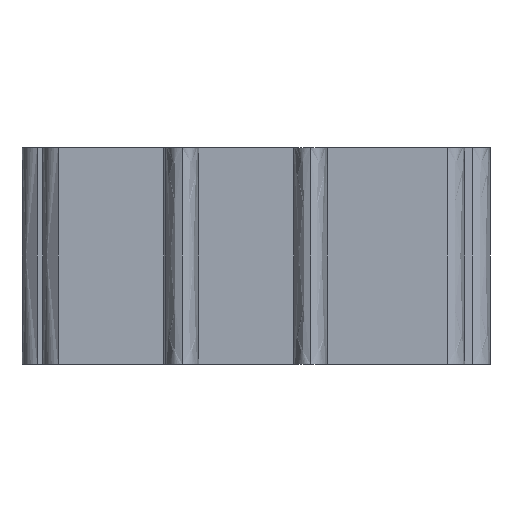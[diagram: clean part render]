
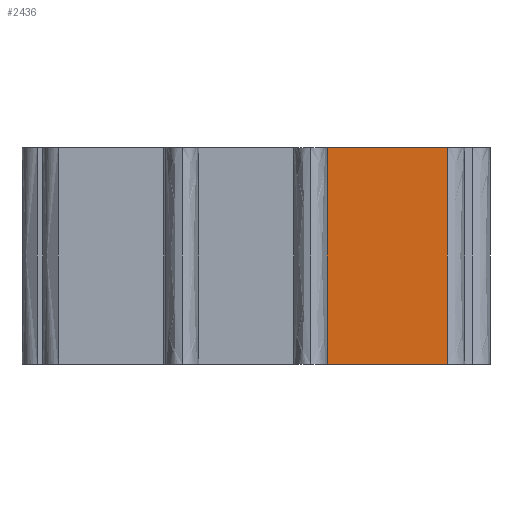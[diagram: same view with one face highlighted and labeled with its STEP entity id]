
A CAD part, left-side view. The second image highlights one B-rep face of the part: STEP entity #2436.
In plain terms, the highlighted face is a extrusion surface.
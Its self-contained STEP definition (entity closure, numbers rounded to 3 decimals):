
#57 = SURFACE_OF_LINEAR_EXTRUSION('',#58,#61);
#58 = B_SPLINE_CURVE_WITH_KNOTS('',1,(#59,#60),.UNSPECIFIED.,.F.,.F.,(2,
    2),(0.,25.068),.PIECEWISE_BEZIER_KNOTS.);
#59 = CARTESIAN_POINT('',(-121.562,10.573,0.));
#60 = CARTESIAN_POINT('',(-130.281,10.573,0.));
#61 = VECTOR('',#62,1.);
#62 = DIRECTION('',(-0.,-0.,-1.));
#86 = PLANE('',#87);
#87 = AXIS2_PLACEMENT_3D('',#88,#89,#90);
#88 = CARTESIAN_POINT('',(-130.281,10.573,20.));
#89 = DIRECTION('',(0.,0.,1.));
#90 = DIRECTION('',(1.,0.,0.));
#142 = PLANE('',#143);
#143 = AXIS2_PLACEMENT_3D('',#144,#145,#146);
#144 = CARTESIAN_POINT('',(-130.281,10.573,0.));
#145 = DIRECTION('',(0.,0.,1.));
#146 = DIRECTION('',(1.,0.,0.));
#157 = EDGE_CURVE('',#158,#160,#162,.T.);
#158 = VERTEX_POINT('',#159);
#159 = CARTESIAN_POINT('',(-121.562,10.573,0.));
#160 = VERTEX_POINT('',#161);
#161 = CARTESIAN_POINT('',(-121.562,10.573,20.));
#162 = SURFACE_CURVE('',#163,(#167,#174),.PCURVE_S1.);
#163 = LINE('',#164,#165);
#164 = CARTESIAN_POINT('',(-121.562,10.573,0.));
#165 = VECTOR('',#166,1.);
#166 = DIRECTION('',(0.,0.,1.));
#167 = PCURVE('',#57,#168);
#168 = DEFINITIONAL_REPRESENTATION('',(#169),#173);
#169 = LINE('',#170,#171);
#170 = CARTESIAN_POINT('',(0.,0.));
#171 = VECTOR('',#172,1.);
#172 = DIRECTION('',(0.,-1.));
#173 = ( GEOMETRIC_REPRESENTATION_CONTEXT(2) 
PARAMETRIC_REPRESENTATION_CONTEXT() REPRESENTATION_CONTEXT('2D SPACE',''
  ) );
#174 = PCURVE('',#175,#181);
#175 = SURFACE_OF_LINEAR_EXTRUSION('',#176,#179);
#176 = B_SPLINE_CURVE_WITH_KNOTS('',1,(#177,#178),.UNSPECIFIED.,.F.,.F.,
  (2,2),(0.,48.443),.PIECEWISE_BEZIER_KNOTS.);
#177 = CARTESIAN_POINT('',(-121.562,-0.521,0.));
#178 = CARTESIAN_POINT('',(-121.562,10.573,0.));
#179 = VECTOR('',#180,1.);
#180 = DIRECTION('',(-0.,-0.,-1.));
#181 = DEFINITIONAL_REPRESENTATION('',(#182),#186);
#182 = LINE('',#183,#184);
#183 = CARTESIAN_POINT('',(48.443,0.));
#184 = VECTOR('',#185,1.);
#185 = DIRECTION('',(0.,-1.));
#186 = ( GEOMETRIC_REPRESENTATION_CONTEXT(2) 
PARAMETRIC_REPRESENTATION_CONTEXT() REPRESENTATION_CONTEXT('2D SPACE',''
  ) );
#309 = EDGE_CURVE('',#310,#158,#312,.T.);
#310 = VERTEX_POINT('',#311);
#311 = CARTESIAN_POINT('',(-121.562,-0.521,0.));
#312 = SURFACE_CURVE('',#313,(#316,#322),.PCURVE_S1.);
#313 = B_SPLINE_CURVE_WITH_KNOTS('',1,(#314,#315),.UNSPECIFIED.,.F.,.F.,
  (2,2),(0.,48.443),.PIECEWISE_BEZIER_KNOTS.);
#314 = CARTESIAN_POINT('',(-121.562,-0.521,0.));
#315 = CARTESIAN_POINT('',(-121.562,10.573,0.));
#316 = PCURVE('',#142,#317);
#317 = DEFINITIONAL_REPRESENTATION('',(#318),#321);
#318 = B_SPLINE_CURVE_WITH_KNOTS('',1,(#319,#320),.UNSPECIFIED.,.F.,.F.,
  (2,2),(0.,48.443),.PIECEWISE_BEZIER_KNOTS.);
#319 = CARTESIAN_POINT('',(8.719,-11.093));
#320 = CARTESIAN_POINT('',(8.719,0.));
#321 = ( GEOMETRIC_REPRESENTATION_CONTEXT(2) 
PARAMETRIC_REPRESENTATION_CONTEXT() REPRESENTATION_CONTEXT('2D SPACE',''
  ) );
#322 = PCURVE('',#175,#323);
#323 = DEFINITIONAL_REPRESENTATION('',(#324),#328);
#324 = LINE('',#325,#326);
#325 = CARTESIAN_POINT('',(0.,0.));
#326 = VECTOR('',#327,1.);
#327 = DIRECTION('',(1.,0.));
#328 = ( GEOMETRIC_REPRESENTATION_CONTEXT(2) 
PARAMETRIC_REPRESENTATION_CONTEXT() REPRESENTATION_CONTEXT('2D SPACE',''
  ) );
#346 = SURFACE_OF_LINEAR_EXTRUSION('',#347,#351);
#347 = B_SPLINE_CURVE_WITH_KNOTS('',2,(#348,#349,#350),.UNSPECIFIED.,.F.
  ,.F.,(3,3),(0.,1.),.PIECEWISE_BEZIER_KNOTS.);
#348 = CARTESIAN_POINT('',(-119.205,-2.15,0.));
#349 = CARTESIAN_POINT('',(-121.209,-2.15,0.));
#350 = CARTESIAN_POINT('',(-121.562,-0.521,0.));
#351 = VECTOR('',#352,1.);
#352 = DIRECTION('',(-0.,-0.,-1.));
#1509 = EDGE_CURVE('',#1510,#160,#1512,.T.);
#1510 = VERTEX_POINT('',#1511);
#1511 = CARTESIAN_POINT('',(-121.562,-0.521,20.));
#1512 = SURFACE_CURVE('',#1513,(#1516,#1522),.PCURVE_S1.);
#1513 = B_SPLINE_CURVE_WITH_KNOTS('',1,(#1514,#1515),.UNSPECIFIED.,.F.,
  .F.,(2,2),(0.,48.443),.PIECEWISE_BEZIER_KNOTS.);
#1514 = CARTESIAN_POINT('',(-121.562,-0.521,20.));
#1515 = CARTESIAN_POINT('',(-121.562,10.573,20.));
#1516 = PCURVE('',#86,#1517);
#1517 = DEFINITIONAL_REPRESENTATION('',(#1518),#1521);
#1518 = B_SPLINE_CURVE_WITH_KNOTS('',1,(#1519,#1520),.UNSPECIFIED.,.F.,
  .F.,(2,2),(0.,48.443),.PIECEWISE_BEZIER_KNOTS.);
#1519 = CARTESIAN_POINT('',(8.719,-11.093));
#1520 = CARTESIAN_POINT('',(8.719,0.));
#1521 = ( GEOMETRIC_REPRESENTATION_CONTEXT(2) 
PARAMETRIC_REPRESENTATION_CONTEXT() REPRESENTATION_CONTEXT('2D SPACE',''
  ) );
#1522 = PCURVE('',#175,#1523);
#1523 = DEFINITIONAL_REPRESENTATION('',(#1524),#1528);
#1524 = LINE('',#1525,#1526);
#1525 = CARTESIAN_POINT('',(0.,-20.));
#1526 = VECTOR('',#1527,1.);
#1527 = DIRECTION('',(1.,0.));
#1528 = ( GEOMETRIC_REPRESENTATION_CONTEXT(2) 
PARAMETRIC_REPRESENTATION_CONTEXT() REPRESENTATION_CONTEXT('2D SPACE',''
  ) );
#2436 = ADVANCED_FACE('',(#2437),#175,.T.);
#2437 = FACE_BOUND('',#2438,.T.);
#2438 = EDGE_LOOP('',(#2439,#2460,#2461,#2462));
#2439 = ORIENTED_EDGE('',*,*,#2440,.T.);
#2440 = EDGE_CURVE('',#310,#1510,#2441,.T.);
#2441 = SURFACE_CURVE('',#2442,(#2446,#2453),.PCURVE_S1.);
#2442 = LINE('',#2443,#2444);
#2443 = CARTESIAN_POINT('',(-121.562,-0.521,0.));
#2444 = VECTOR('',#2445,1.);
#2445 = DIRECTION('',(0.,0.,1.));
#2446 = PCURVE('',#175,#2447);
#2447 = DEFINITIONAL_REPRESENTATION('',(#2448),#2452);
#2448 = LINE('',#2449,#2450);
#2449 = CARTESIAN_POINT('',(0.,0.));
#2450 = VECTOR('',#2451,1.);
#2451 = DIRECTION('',(0.,-1.));
#2452 = ( GEOMETRIC_REPRESENTATION_CONTEXT(2) 
PARAMETRIC_REPRESENTATION_CONTEXT() REPRESENTATION_CONTEXT('2D SPACE',''
  ) );
#2453 = PCURVE('',#346,#2454);
#2454 = DEFINITIONAL_REPRESENTATION('',(#2455),#2459);
#2455 = LINE('',#2456,#2457);
#2456 = CARTESIAN_POINT('',(1.,0.));
#2457 = VECTOR('',#2458,1.);
#2458 = DIRECTION('',(0.,-1.));
#2459 = ( GEOMETRIC_REPRESENTATION_CONTEXT(2) 
PARAMETRIC_REPRESENTATION_CONTEXT() REPRESENTATION_CONTEXT('2D SPACE',''
  ) );
#2460 = ORIENTED_EDGE('',*,*,#1509,.T.);
#2461 = ORIENTED_EDGE('',*,*,#157,.F.);
#2462 = ORIENTED_EDGE('',*,*,#309,.F.);
